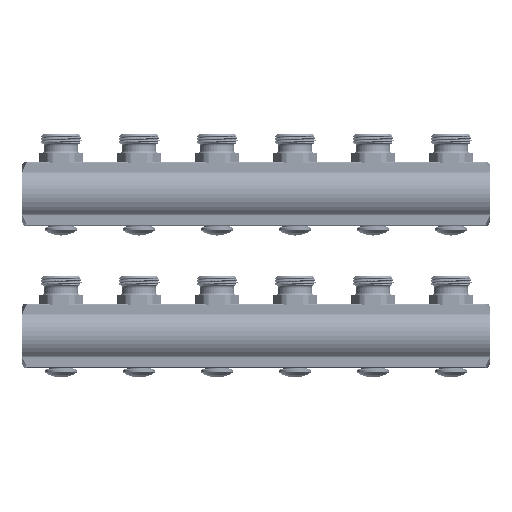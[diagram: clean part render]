
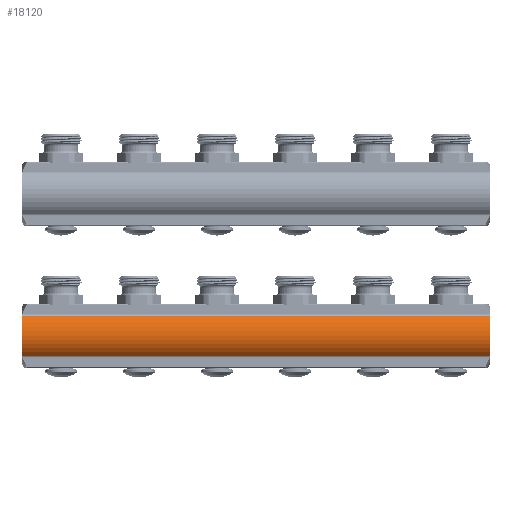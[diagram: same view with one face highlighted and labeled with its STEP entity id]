
A CAD part, front view. The second image highlights one B-rep face of the part: STEP entity #18120.
In plain terms, the highlighted cylindrical face has radius 18.25 mm (diameter 36.5 mm), a partial arc.
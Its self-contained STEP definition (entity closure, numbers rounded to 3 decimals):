
#11=CARTESIAN_POINT('',(-150.,0.,0.));
#12=DIRECTION('',(1.,0.,0.));
#13=DIRECTION('',(0.,-0.716,0.698));
#14=AXIS2_PLACEMENT_3D('',#11,#12,#13);
#16=CARTESIAN_POINT('',(-150.,0.,0.));
#17=DIRECTION('',(1.,0.,0.));
#18=DIRECTION('',(0.,-1.,0.));
#19=AXIS2_PLACEMENT_3D('',#16,#17,#18);
#155=DIRECTION('',(-1.,0.,0.));
#156=VECTOR('',#155,300.);
#157=CARTESIAN_POINT('',(150.,-13.069,12.739));
#158=LINE('',#157,#156);
#198=CARTESIAN_POINT('',(150.,0.,0.));
#199=DIRECTION('',(-1.,0.,0.));
#200=DIRECTION('',(0.,-0.716,-0.698));
#201=AXIS2_PLACEMENT_3D('',#198,#199,#200);
#203=CARTESIAN_POINT('',(150.,0.,0.));
#204=DIRECTION('',(-1.,0.,0.));
#205=DIRECTION('',(0.,-1.,0.));
#206=AXIS2_PLACEMENT_3D('',#203,#204,#205);
#7481=DIRECTION('',(-1.,0.,0.));
#7482=VECTOR('',#7481,300.);
#7483=CARTESIAN_POINT('',(150.,-13.068,-12.739));
#7484=LINE('',#7483,#7482);
#7489=CARTESIAN_POINT('',(-150.,-13.068,12.739));
#7490=VERTEX_POINT('',#7489);
#7491=CARTESIAN_POINT('',(-150.,-18.25,0.));
#7492=VERTEX_POINT('',#7491);
#7493=CARTESIAN_POINT('',(-150.,-13.07,-12.737));
#7494=VERTEX_POINT('',#7493);
#7529=CARTESIAN_POINT('',(150.,-13.07,12.737));
#7530=VERTEX_POINT('',#7529);
#7539=CARTESIAN_POINT('',(150.,-13.068,-12.739));
#7540=VERTEX_POINT('',#7539);
#7541=CARTESIAN_POINT('',(150.,-18.25,0.));
#7542=VERTEX_POINT('',#7541);
#18107=CARTESIAN_POINT('',(-150.,0.,0.));
#18108=DIRECTION('',(1.,0.,0.));
#18109=DIRECTION('',(0.,-1.,0.));
#18110=AXIS2_PLACEMENT_3D('',#18107,#18108,#18109);
#18111=CYLINDRICAL_SURFACE('',#18110,18.25);
#18112=ORIENTED_EDGE('',*,*,#8667,.T.);
#18113=ORIENTED_EDGE('',*,*,#8425,.F.);
#18114=ORIENTED_EDGE('',*,*,#8423,.F.);
#18115=ORIENTED_EDGE('',*,*,#8524,.F.);
#18116=ORIENTED_EDGE('',*,*,#8552,.F.);
#18117=ORIENTED_EDGE('',*,*,#8550,.F.);
#18118=EDGE_LOOP('',(#18112,#18113,#18114,#18115,#18116,#18117));
#18119=FACE_OUTER_BOUND('',#18118,.F.);
#18120=ADVANCED_FACE('',(#18119),#18111,.T.);
#15=CIRCLE('',#14,18.25);
#20=CIRCLE('',#19,18.25);
#202=CIRCLE('',#201,18.25);
#207=CIRCLE('',#206,18.25);
#8423=EDGE_CURVE('',#7490,#7492,#15,.T.);
#8425=EDGE_CURVE('',#7492,#7494,#20,.T.);
#8524=EDGE_CURVE('',#7530,#7490,#158,.T.);
#8550=EDGE_CURVE('',#7540,#7542,#202,.T.);
#8552=EDGE_CURVE('',#7542,#7530,#207,.T.);
#8667=EDGE_CURVE('',#7540,#7494,#7484,.T.);
